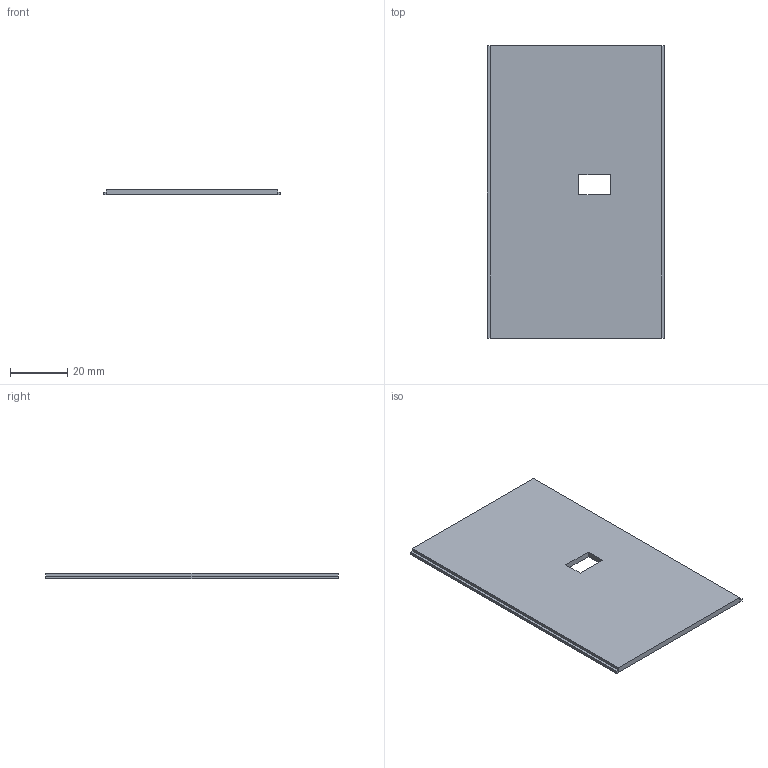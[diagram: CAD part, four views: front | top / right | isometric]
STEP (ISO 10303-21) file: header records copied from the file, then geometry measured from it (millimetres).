
FILE_DESCRIPTION(('FreeCAD Model'),'2;1');
FILE_NAME('Open CASCADE Shape Model','2022-11-16T10:40:35',('Author'),( ''),'Open CASCADE STEP processor 7.6','FreeCAD','Unknown');
FILE_SCHEMA(('AUTOMOTIVE_DESIGN { 1 0 10303 214 1 1 1 1 }'));
Length unit declared in the file: millimetre
Products named in the file (1): Cut
Bounding box: 62 x 102 x 2 mm (x, y, z)
Volume: 12290 mm3; surface area: 13218 mm2
Topology: 1 solids, 1 shells, 20 faces, 46 edges, 28 vertices
Faces by surface type: plane 20
Entity records: 1170 total; most frequent: CARTESIAN_POINT 187, DIRECTION 180, LINE 138, VECTOR 138, ORIENTED_EDGE 92, PCURVE 92, DEFINITIONAL_REPRESENTATION 92, EDGE_CURVE 46
